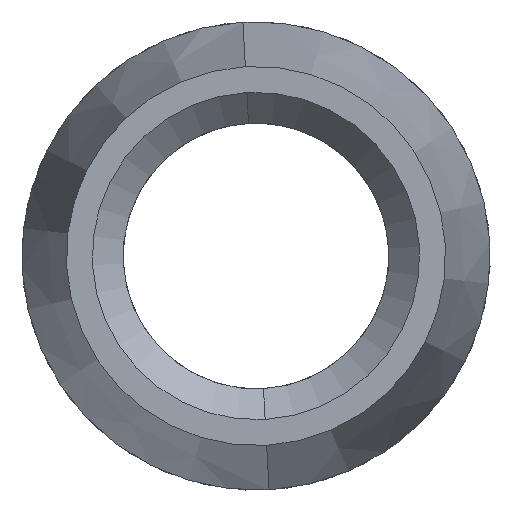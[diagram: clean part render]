
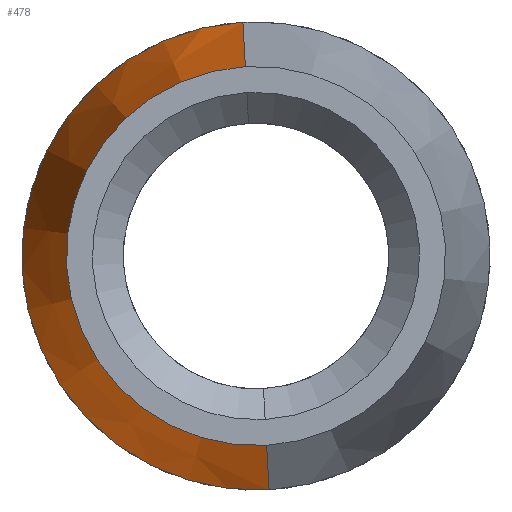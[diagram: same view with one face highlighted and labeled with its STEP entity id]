
A CAD part, left-side view. The second image highlights one B-rep face of the part: STEP entity #478.
In plain terms, the highlighted conical face has half-angle 12 degrees and reference radius 9.177 mm.
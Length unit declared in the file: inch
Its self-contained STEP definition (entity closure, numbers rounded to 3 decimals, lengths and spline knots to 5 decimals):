
#4 = CARTESIAN_POINT ( 'NONE',  ( -1.56456, 0.0202, 0.36074 ) ) ;
#7 = LINE ( 'NONE', #4, #1092 ) ;
#14 = LINE ( 'NONE', #663, #1101 ) ;
#52 = DIRECTION ( 'NONE',  ( 0., 0.056, 0.998 ) ) ;
#53 = DIRECTION ( 'NONE',  ( -1., 0., 0. ) ) ;
#54 = CARTESIAN_POINT ( 'NONE',  ( -2.11171, 0., 0. ) ) ;
#86 = CARTESIAN_POINT ( 'NONE',  ( -2.11171, -0.01369, -0.24462 ) ) ;
#100 = CARTESIAN_POINT ( 'NONE',  ( -1.56456, -0.0202, -0.36074 ) ) ;
#104 = CARTESIAN_POINT ( 'NONE',  ( -1.56456, 0.0202, 0.36074 ) ) ;
#133 = CARTESIAN_POINT ( 'NONE',  ( -2.11171, 0.01369, 0.24462 ) ) ;
#176 = VERTEX_POINT ( 'NONE', #86 ) ;
#184 = VERTEX_POINT ( 'NONE', #133 ) ;
#226 = CARTESIAN_POINT ( 'NONE',  ( -1.56456, 0., 0. ) ) ;
#228 = DIRECTION ( 'NONE',  ( 1., 0., 0. ) ) ;
#229 = FACE_OUTER_BOUND ( 'NONE', #633, .T. ) ;
#234 = DIRECTION ( 'NONE',  ( 0., -0.056, -0.998 ) ) ;
#257 = VERTEX_POINT ( 'NONE', #104 ) ;
#259 = VERTEX_POINT ( 'NONE', #100 ) ;
#320 = DIRECTION ( 'NONE',  ( 0., 0.056, 0.998 ) ) ;
#321 = DIRECTION ( 'NONE',  ( -1., 0., 0. ) ) ;
#323 = CARTESIAN_POINT ( 'NONE',  ( -1.56456, 0., 0. ) ) ;
#478 = ADVANCED_FACE ( 'NONE', ( #229 ), #940, .T. ) ;
#499 = EDGE_CURVE ( 'NONE', #257, #259, #1047, .T. ) ;
#528 = EDGE_CURVE ( 'NONE', #184, #257, #7, .T. ) ;
#529 = EDGE_CURVE ( 'NONE', #176, #259, #14, .T. ) ;
#540 = EDGE_CURVE ( 'NONE', #184, #176, #1069, .T. ) ;
#565 = ORIENTED_EDGE ( 'NONE', *, *, #529, .F. ) ;
#576 = ORIENTED_EDGE ( 'NONE', *, *, #528, .T. ) ;
#583 = ORIENTED_EDGE ( 'NONE', *, *, #540, .F. ) ;
#632 = ORIENTED_EDGE ( 'NONE', *, *, #499, .T. ) ;
#633 = EDGE_LOOP ( 'NONE', ( #583, #576, #632, #565 ) ) ;
#661 = DIRECTION ( 'NONE',  ( 0.978, -0.012, -0.208 ) ) ;
#663 = CARTESIAN_POINT ( 'NONE',  ( -1.56456, -0.0202, -0.36074 ) ) ;
#672 = DIRECTION ( 'NONE',  ( 0.978, 0.012, 0.208 ) ) ;
#899 = AXIS2_PLACEMENT_3D ( 'NONE', #226, #228, #234 ) ;
#940 = CONICAL_SURFACE ( 'NONE', #899, 0.3613, 0.209 ) ;
#1041 = AXIS2_PLACEMENT_3D ( 'NONE', #323, #321, #320 ) ;
#1047 = CIRCLE ( 'NONE', #1041, 0.3613 ) ;
#1069 = CIRCLE ( 'NONE', #1083, 0.245 ) ;
#1083 = AXIS2_PLACEMENT_3D ( 'NONE', #54, #53, #52 ) ;
#1092 = VECTOR ( 'NONE', #672, 39.37008 ) ;
#1101 = VECTOR ( 'NONE', #661, 39.37008 ) ;
